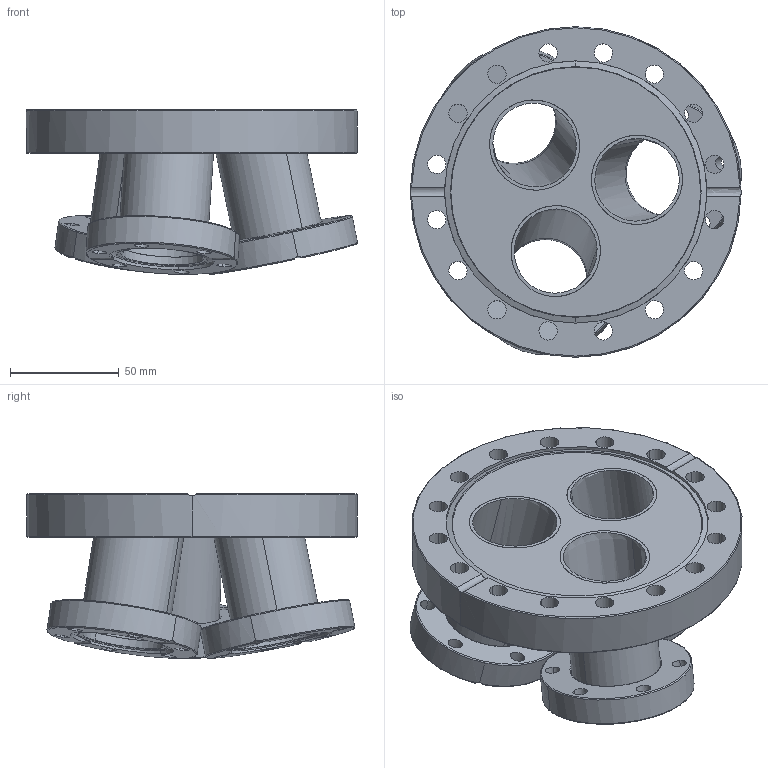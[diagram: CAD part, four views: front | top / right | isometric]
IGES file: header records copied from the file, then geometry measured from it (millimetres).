
Global section: file name: No Iges File Name specified; native system: AutoDesk Inventor R12.0; preprocessor: AutoDesk Inventor Iges Exporter R12.0; date: 20090430.160004; units: millimetre
Bounding box: 152.24 x 152 x 75.65 mm (x, y, z)
Volume: 380589.9 mm3; surface area: 134953 mm2
Topology: 7 solids, 7 shells, 185 faces, 486 edges, 318 vertices
Faces by surface type: bspline 72, revolution 44, plane 25, torus 22, cylinder 14, cone 8
